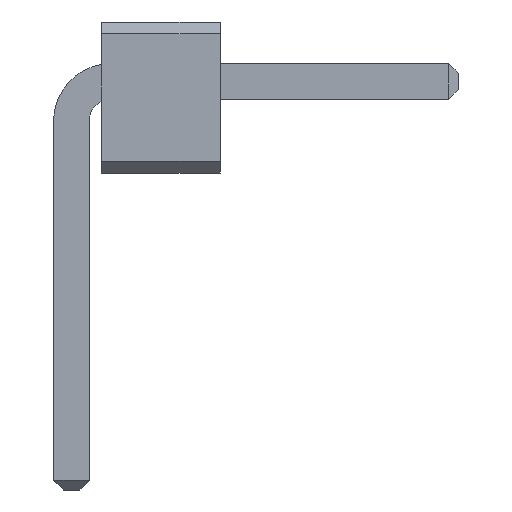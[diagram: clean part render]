
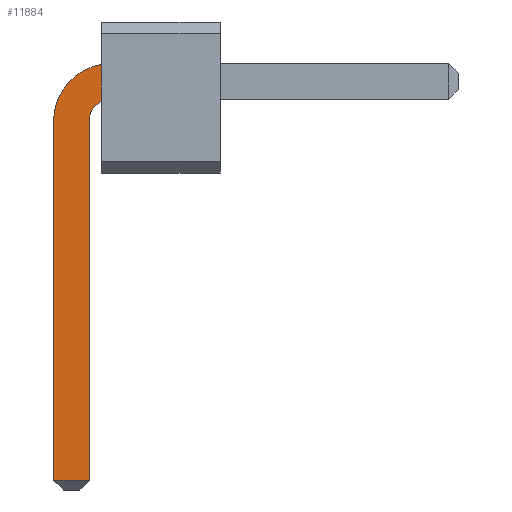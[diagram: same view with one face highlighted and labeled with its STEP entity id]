
A CAD part, front view. The second image highlights one B-rep face of the part: STEP entity #11884.
In plain terms, the highlighted planar face has unit normal (0, -1, 0).
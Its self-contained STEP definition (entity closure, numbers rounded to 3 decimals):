
#4196 = VERTEX_POINT('',#4197);
#4197 = CARTESIAN_POINT('',(0.25,-28.15,0.779));
#4205 = EDGE_CURVE('',#4196,#4206,#4208,.T.);
#4206 = VERTEX_POINT('',#4207);
#4207 = CARTESIAN_POINT('',(0.25,-28.15,0.467));
#4208 = LINE('',#4209,#4210);
#4209 = CARTESIAN_POINT('',(0.25,-28.15,0.1));
#4210 = VECTOR('',#4211,1.);
#4211 = DIRECTION('',(0.,0.,-1.));
#11799 = VERTEX_POINT('',#11800);
#11800 = CARTESIAN_POINT('',(-0.15,-28.15,0.335));
#11806 = EDGE_CURVE('',#11799,#4196,#11807,.T.);
#11807 = CIRCLE('',#11808,0.485);
#11808 = AXIS2_PLACEMENT_3D('',#11809,#11810,#11811);
#11809 = CARTESIAN_POINT('',(0.333,-28.15,0.302));
#11810 = DIRECTION('',(0.,1.,0.));
#11811 = DIRECTION('',(-0.998,0.,
0.069));
#11865 = EDGE_CURVE('',#4206,#11866,#11868,.T.);
#11866 = VERTEX_POINT('',#11867);
#11867 = CARTESIAN_POINT('',(0.15,-28.15,0.335));
#11868 = CIRCLE('',#11869,0.194);
#11869 = AXIS2_PLACEMENT_3D('',#11870,#11871,#11872);
#11870 = CARTESIAN_POINT('',(0.34,-28.15,0.295));
#11871 = DIRECTION('',(0.,-1.,0.));
#11872 = DIRECTION('',(-0.207,0.,0.978
));
#11884 = ADVANCED_FACE('',(#11885),#11912,.F.);
#11885 = FACE_BOUND('',#11886,.F.);
#11886 = EDGE_LOOP('',(#11887,#11888,#11889,#11897,#11905,#11911));
#11887 = ORIENTED_EDGE('',*,*,#4205,.T.);
#11888 = ORIENTED_EDGE('',*,*,#11865,.T.);
#11889 = ORIENTED_EDGE('',*,*,#11890,.T.);
#11890 = EDGE_CURVE('',#11866,#11891,#11893,.T.);
#11891 = VERTEX_POINT('',#11892);
#11892 = CARTESIAN_POINT('',(0.15,-28.15,-2.72));
#11893 = LINE('',#11894,#11895);
#11894 = CARTESIAN_POINT('',(0.15,-28.15,0.335));
#11895 = VECTOR('',#11896,1.);
#11896 = DIRECTION('',(0.,0.,-1.));
#11897 = ORIENTED_EDGE('',*,*,#11898,.T.);
#11898 = EDGE_CURVE('',#11891,#11899,#11901,.T.);
#11899 = VERTEX_POINT('',#11900);
#11900 = CARTESIAN_POINT('',(-0.15,-28.15,-2.72));
#11901 = LINE('',#11902,#11903);
#11902 = CARTESIAN_POINT('',(0.15,-28.15,-2.72));
#11903 = VECTOR('',#11904,1.);
#11904 = DIRECTION('',(-1.,0.,0.));
#11905 = ORIENTED_EDGE('',*,*,#11906,.T.);
#11906 = EDGE_CURVE('',#11899,#11799,#11907,.T.);
#11907 = LINE('',#11908,#11909);
#11908 = CARTESIAN_POINT('',(-0.15,-28.15,-2.8));
#11909 = VECTOR('',#11910,1.);
#11910 = DIRECTION('',(0.,0.,1.));
#11911 = ORIENTED_EDGE('',*,*,#11806,.T.);
#11912 = PLANE('',#11913);
#11913 = AXIS2_PLACEMENT_3D('',#11914,#11915,#11916);
#11914 = CARTESIAN_POINT('',(0.841,-28.15,-0.301));
#11915 = DIRECTION('',(0.,1.,-0.));
#11916 = DIRECTION('',(0.,0.,-1.));
